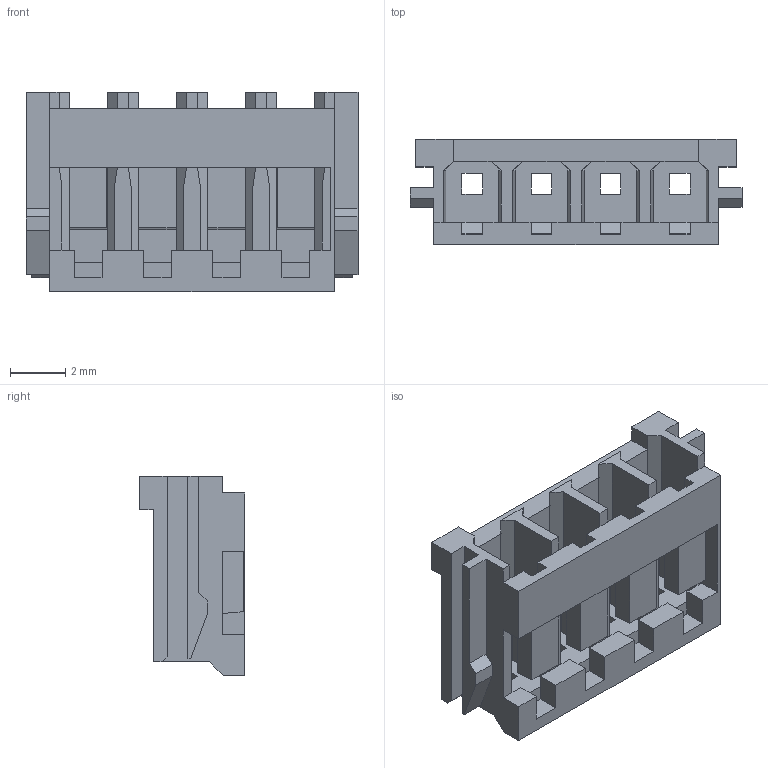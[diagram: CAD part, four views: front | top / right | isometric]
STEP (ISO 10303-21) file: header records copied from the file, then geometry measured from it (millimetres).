
FILE_DESCRIPTION( ( 'Unknown' ), '1' );
FILE_NAME( '688004113322.stp', 'Unknown', ( 'Unknown' ), ( 'Unknown' ), 'PSStep 21.0.46', 'Unknown', ' ' );
FILE_SCHEMA( ( 'AUTOMOTIVE_DESIGN { 1 0 10303 214 1 1 1 1 }' ) );
Length unit declared in the file: millimetre
Products named in the file (2): Assem1; 688004113322
Assembly tree (1 placements, depth 2):
  Assem1
    688004113322
Bounding box: 12 x 3.8 x 7.2 mm (x, y, z)
Volume: 107.2 mm3; surface area: 529.2 mm2
Topology: 1 solids, 1 shells, 211 faces, 579 edges, 362 vertices
Faces by surface type: plane 211
Entity records: 8215 total; most frequent: ORIENTED_EDGE 1158, CARTESIAN_POINT 1154, DIRECTION 1005, EDGE_CURVE 579, LINE 579, VECTOR 579, VERTEX_POINT 362, EDGE_LOOP 219
